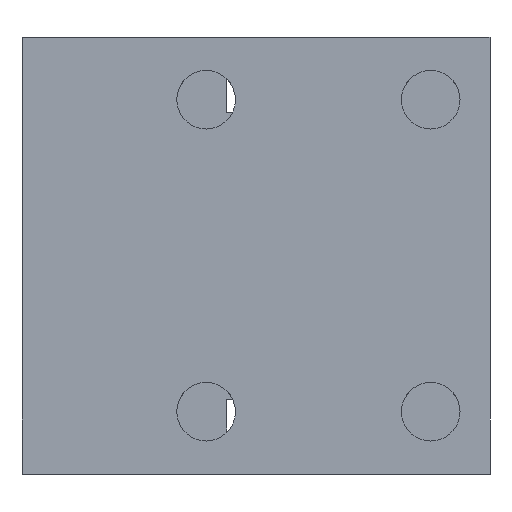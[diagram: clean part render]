
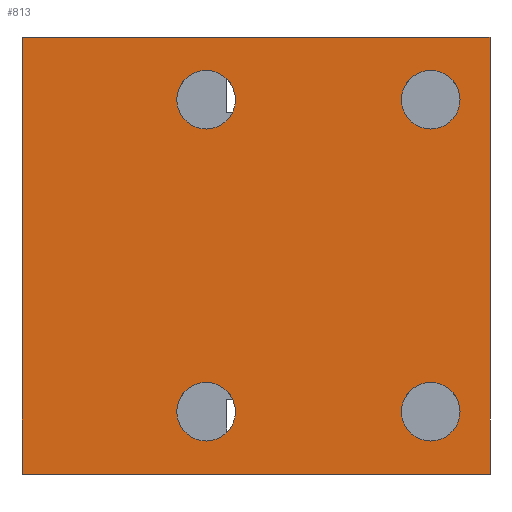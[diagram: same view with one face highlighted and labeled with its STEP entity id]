
A CAD part, top view. The second image highlights one B-rep face of the part: STEP entity #813.
In plain terms, the highlighted planar face has unit normal (0, 0, 1).
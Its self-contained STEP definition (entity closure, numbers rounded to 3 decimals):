
#12 = DIRECTION ( 'NONE',  ( 0., 0., -1. ) ) ;
#39 = ORIENTED_EDGE ( 'NONE', *, *, #287, .F. ) ;
#50 = VECTOR ( 'NONE', #1465, 1000. ) ;
#52 = EDGE_CURVE ( 'NONE', #1557, #1593, #1407, .T. ) ;
#97 = DIRECTION ( 'NONE',  ( 0., 0., 1. ) ) ;
#161 = AXIS2_PLACEMENT_3D ( 'NONE', #1849, #1677, #1458 ) ;
#216 = DIRECTION ( 'NONE',  ( 1., 0., 0. ) ) ;
#258 = CARTESIAN_POINT ( 'NONE',  ( -10., 17.5, 13.75 ) ) ;
#266 = CIRCLE ( 'NONE', #1012, 2.35 ) ;
#287 = EDGE_CURVE ( 'NONE', #323, #393, #707, .T. ) ;
#288 = AXIS2_PLACEMENT_3D ( 'NONE', #1235, #1762, #216 ) ;
#323 = VERTEX_POINT ( 'NONE', #2058 ) ;
#327 = DIRECTION ( 'NONE',  ( 1., 0., 0. ) ) ;
#344 = FACE_BOUND ( 'NONE', #1023, .T. ) ;
#363 = DIRECTION ( 'NONE',  ( 1., 0., 0. ) ) ;
#390 = DIRECTION ( 'NONE',  ( 1., 0., 0. ) ) ;
#393 = VERTEX_POINT ( 'NONE', #1445 ) ;
#410 = ORIENTED_EDGE ( 'NONE', *, *, #2248, .F. ) ;
#415 = EDGE_LOOP ( 'NONE', ( #1267, #1422 ) ) ;
#432 = AXIS2_PLACEMENT_3D ( 'NONE', #1261, #97, #772 ) ;
#439 = EDGE_LOOP ( 'NONE', ( #410, #839 ) ) ;
#463 = DIRECTION ( 'NONE',  ( 0., 0., 1. ) ) ;
#521 = EDGE_CURVE ( 'NONE', #2253, #560, #1250, .T. ) ;
#560 = VERTEX_POINT ( 'NONE', #1491 ) ;
#591 = CARTESIAN_POINT ( 'NONE',  ( 25.1, 12.5, 13.75 ) ) ;
#607 = ORIENTED_EDGE ( 'NONE', *, *, #654, .F. ) ;
#611 = EDGE_CURVE ( 'NONE', #560, #2253, #925, .T. ) ;
#625 = CARTESIAN_POINT ( 'NONE',  ( 27.5, 17.5, 13.75 ) ) ;
#654 = EDGE_CURVE ( 'NONE', #1593, #1557, #1287, .T. ) ;
#660 = CARTESIAN_POINT ( 'NONE',  ( 22.75, -12.5, 13.75 ) ) ;
#685 = ORIENTED_EDGE ( 'NONE', *, *, #991, .F. ) ;
#695 = DIRECTION ( 'NONE',  ( -1., 0., 0. ) ) ;
#700 = ORIENTED_EDGE ( 'NONE', *, *, #521, .F. ) ;
#707 = LINE ( 'NONE', #886, #859 ) ;
#750 = CARTESIAN_POINT ( 'NONE',  ( 7.1, -12.5, 13.75 ) ) ;
#772 = DIRECTION ( 'NONE',  ( 1., 0., 0. ) ) ;
#787 = AXIS2_PLACEMENT_3D ( 'NONE', #2188, #970, #1865 ) ;
#813 = ADVANCED_FACE ( 'NONE', ( #344, #1548, #2255, #1378, #2079 ), #1028, .F. ) ;
#839 = ORIENTED_EDGE ( 'NONE', *, *, #2105, .F. ) ;
#859 = VECTOR ( 'NONE', #1931, 1000. ) ;
#881 = EDGE_CURVE ( 'NONE', #2032, #393, #926, .T. ) ;
#886 = CARTESIAN_POINT ( 'NONE',  ( 27.5, 17.5, 13.75 ) ) ;
#899 = VERTEX_POINT ( 'NONE', #1243 ) ;
#925 = CIRCLE ( 'NONE', #1217, 2.35 ) ;
#926 = LINE ( 'NONE', #1770, #2215 ) ;
#941 = VERTEX_POINT ( 'NONE', #1265 ) ;
#970 = DIRECTION ( 'NONE',  ( 0., 0., 1. ) ) ;
#975 = CIRCLE ( 'NONE', #161, 2.35 ) ;
#977 = CARTESIAN_POINT ( 'NONE',  ( 4.75, -12.5, 13.75 ) ) ;
#991 = EDGE_CURVE ( 'NONE', #1655, #323, #1639, .T. ) ;
#993 = ORIENTED_EDGE ( 'NONE', *, *, #52, .F. ) ;
#1012 = AXIS2_PLACEMENT_3D ( 'NONE', #1060, #1244, #363 ) ;
#1023 = EDGE_LOOP ( 'NONE', ( #700, #1425 ) ) ;
#1028 = PLANE ( 'NONE',  #1590 ) ;
#1060 = CARTESIAN_POINT ( 'NONE',  ( 22.75, -12.5, 13.75 ) ) ;
#1148 = DIRECTION ( 'NONE',  ( 1., 0., 0. ) ) ;
#1162 = AXIS2_PLACEMENT_3D ( 'NONE', #660, #1174, #327 ) ;
#1167 = CARTESIAN_POINT ( 'NONE',  ( 4.75, 12.5, 13.75 ) ) ;
#1174 = DIRECTION ( 'NONE',  ( 0., 0., 1. ) ) ;
#1196 = ORIENTED_EDGE ( 'NONE', *, *, #881, .T. ) ;
#1199 = CIRCLE ( 'NONE', #1162, 2.35 ) ;
#1217 = AXIS2_PLACEMENT_3D ( 'NONE', #1167, #1869, #1315 ) ;
#1235 = CARTESIAN_POINT ( 'NONE',  ( 4.75, 12.5, 13.75 ) ) ;
#1236 = EDGE_CURVE ( 'NONE', #2226, #899, #1597, .T. ) ;
#1243 = CARTESIAN_POINT ( 'NONE',  ( 20.4, 12.5, 13.75 ) ) ;
#1244 = DIRECTION ( 'NONE',  ( 0., 0., 1. ) ) ;
#1250 = CIRCLE ( 'NONE', #288, 2.35 ) ;
#1261 = CARTESIAN_POINT ( 'NONE',  ( 4.75, -12.5, 13.75 ) ) ;
#1265 = CARTESIAN_POINT ( 'NONE',  ( 25.1, -12.5, 13.75 ) ) ;
#1267 = ORIENTED_EDGE ( 'NONE', *, *, #1236, .F. ) ;
#1287 = CIRCLE ( 'NONE', #1694, 2.35 ) ;
#1315 = DIRECTION ( 'NONE',  ( 1., 0., 0. ) ) ;
#1348 = CARTESIAN_POINT ( 'NONE',  ( 7.1, 12.5, 13.75 ) ) ;
#1378 = FACE_BOUND ( 'NONE', #415, .T. ) ;
#1393 = VERTEX_POINT ( 'NONE', #1735 ) ;
#1407 = CIRCLE ( 'NONE', #432, 2.35 ) ;
#1422 = ORIENTED_EDGE ( 'NONE', *, *, #1790, .F. ) ;
#1425 = ORIENTED_EDGE ( 'NONE', *, *, #611, .F. ) ;
#1445 = CARTESIAN_POINT ( 'NONE',  ( 27.5, -17.5, 13.75 ) ) ;
#1458 = DIRECTION ( 'NONE',  ( 1., 0., 0. ) ) ;
#1460 = ORIENTED_EDGE ( 'NONE', *, *, #2236, .T. ) ;
#1465 = DIRECTION ( 'NONE',  ( 0., -1., 0. ) ) ;
#1480 = CARTESIAN_POINT ( 'NONE',  ( 2.4, -12.5, 13.75 ) ) ;
#1491 = CARTESIAN_POINT ( 'NONE',  ( 2.4, 12.5, 13.75 ) ) ;
#1548 = FACE_BOUND ( 'NONE', #1681, .T. ) ;
#1557 = VERTEX_POINT ( 'NONE', #750 ) ;
#1561 = CARTESIAN_POINT ( 'NONE',  ( 27.5, 17.5, 13.75 ) ) ;
#1590 = AXIS2_PLACEMENT_3D ( 'NONE', #1561, #12, #695 ) ;
#1593 = VERTEX_POINT ( 'NONE', #1480 ) ;
#1597 = CIRCLE ( 'NONE', #787, 2.35 ) ;
#1639 = LINE ( 'NONE', #625, #1766 ) ;
#1655 = VERTEX_POINT ( 'NONE', #1704 ) ;
#1677 = DIRECTION ( 'NONE',  ( 0., 0., 1. ) ) ;
#1681 = EDGE_LOOP ( 'NONE', ( #993, #607 ) ) ;
#1694 = AXIS2_PLACEMENT_3D ( 'NONE', #977, #463, #1148 ) ;
#1704 = CARTESIAN_POINT ( 'NONE',  ( -10., 17.5, 13.75 ) ) ;
#1735 = CARTESIAN_POINT ( 'NONE',  ( 20.4, -12.5, 13.75 ) ) ;
#1762 = DIRECTION ( 'NONE',  ( 0., 0., 1. ) ) ;
#1766 = VECTOR ( 'NONE', #2008, 1000. ) ;
#1770 = CARTESIAN_POINT ( 'NONE',  ( 27.5, -17.5, 13.75 ) ) ;
#1790 = EDGE_CURVE ( 'NONE', #899, #2226, #975, .T. ) ;
#1805 = LINE ( 'NONE', #258, #50 ) ;
#1849 = CARTESIAN_POINT ( 'NONE',  ( 22.75, 12.5, 13.75 ) ) ;
#1865 = DIRECTION ( 'NONE',  ( 1., 0., 0. ) ) ;
#1869 = DIRECTION ( 'NONE',  ( 0., 0., 1. ) ) ;
#1892 = EDGE_LOOP ( 'NONE', ( #1196, #39, #685, #1460 ) ) ;
#1928 = CARTESIAN_POINT ( 'NONE',  ( -10., -17.5, 13.75 ) ) ;
#1931 = DIRECTION ( 'NONE',  ( 0., -1., 0. ) ) ;
#2008 = DIRECTION ( 'NONE',  ( 1., 0., 0. ) ) ;
#2032 = VERTEX_POINT ( 'NONE', #1928 ) ;
#2058 = CARTESIAN_POINT ( 'NONE',  ( 27.5, 17.5, 13.75 ) ) ;
#2079 = FACE_OUTER_BOUND ( 'NONE', #1892, .T. ) ;
#2105 = EDGE_CURVE ( 'NONE', #1393, #941, #266, .T. ) ;
#2188 = CARTESIAN_POINT ( 'NONE',  ( 22.75, 12.5, 13.75 ) ) ;
#2215 = VECTOR ( 'NONE', #390, 1000. ) ;
#2226 = VERTEX_POINT ( 'NONE', #591 ) ;
#2236 = EDGE_CURVE ( 'NONE', #1655, #2032, #1805, .T. ) ;
#2248 = EDGE_CURVE ( 'NONE', #941, #1393, #1199, .T. ) ;
#2253 = VERTEX_POINT ( 'NONE', #1348 ) ;
#2255 = FACE_BOUND ( 'NONE', #439, .T. ) ;
